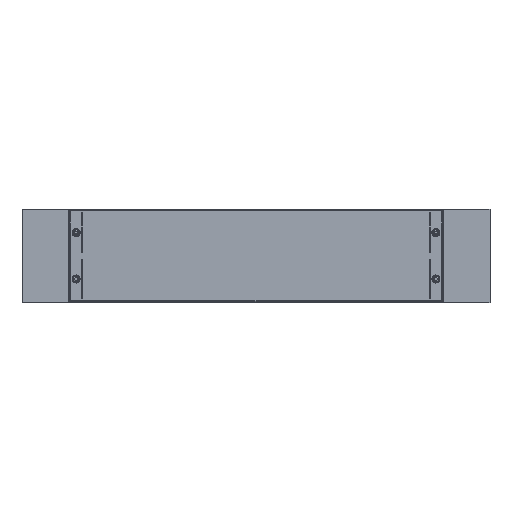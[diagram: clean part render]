
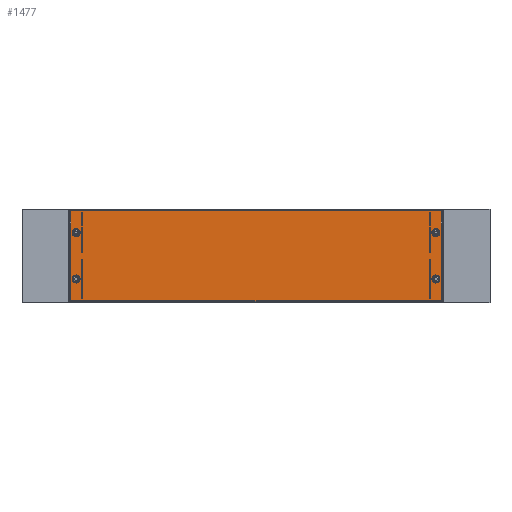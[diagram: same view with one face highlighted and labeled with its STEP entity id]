
A CAD part, top view. The second image highlights one B-rep face of the part: STEP entity #1477.
In plain terms, the highlighted planar face has unit normal (0, 0, 1).
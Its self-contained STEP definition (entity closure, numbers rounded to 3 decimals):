
#15 = ORIENTED_EDGE ( 'NONE', *, *, #842, .T. ) ;
#25 = DIRECTION ( 'NONE',  ( -1., 0., 0. ) ) ;
#61 = ORIENTED_EDGE ( 'NONE', *, *, #5409, .T. ) ;
#63 = EDGE_CURVE ( 'NONE', #366, #2016, #3279, .T. ) ;
#268 = VECTOR ( 'NONE', #776, 1000. ) ;
#366 = VERTEX_POINT ( 'NONE', #5933 ) ;
#415 = CARTESIAN_POINT ( 'NONE',  ( 384.5, -49.5, 0.75 ) ) ;
#440 = LINE ( 'NONE', #1335, #268 ) ;
#441 = AXIS2_PLACEMENT_3D ( 'NONE', #2864, #6653, #3406 ) ;
#642 = EDGE_CURVE ( 'NONE', #5279, #3988, #6318, .T. ) ;
#657 = CIRCLE ( 'NONE', #2313, 7.509 ) ;
#776 = DIRECTION ( 'NONE',  ( 0., 1., 0. ) ) ;
#842 = EDGE_CURVE ( 'NONE', #4055, #6561, #4126, .T. ) ;
#858 = EDGE_CURVE ( 'NONE', #2503, #5901, #5564, .T. ) ;
#900 = DIRECTION ( 'NONE',  ( 0., 0., -1. ) ) ;
#934 = CARTESIAN_POINT ( 'NONE',  ( -384.5, -49.5, 0.75 ) ) ;
#953 = DIRECTION ( 'NONE',  ( -1., 0., 0. ) ) ;
#974 = DIRECTION ( 'NONE',  ( 0., 0., -1. ) ) ;
#1335 = CARTESIAN_POINT ( 'NONE',  ( 396., 0., 0.75 ) ) ;
#1384 = CARTESIAN_POINT ( 'NONE',  ( 0., 96., 0.75 ) ) ;
#1466 = EDGE_CURVE ( 'NONE', #5303, #366, #440, .T. ) ;
#1477 = ADVANCED_FACE ( 'NONE', ( #4620, #5897, #3010, #4451, #1712 ), #2444, .F. ) ;
#1492 = DIRECTION ( 'NONE',  ( -1., 0., 0. ) ) ;
#1538 = CARTESIAN_POINT ( 'NONE',  ( -376.991, -49.5, 0.75 ) ) ;
#1712 = FACE_BOUND ( 'NONE', #5635, .T. ) ;
#1730 = CIRCLE ( 'NONE', #3627, 7.509 ) ;
#1756 = LINE ( 'NONE', #3903, #5945 ) ;
#1927 = EDGE_LOOP ( 'NONE', ( #6008, #2024 ) ) ;
#2016 = VERTEX_POINT ( 'NONE', #3427 ) ;
#2024 = ORIENTED_EDGE ( 'NONE', *, *, #3266, .T. ) ;
#2206 = CIRCLE ( 'NONE', #3183, 7.509 ) ;
#2270 = DIRECTION ( 'NONE',  ( 0., -1., 0. ) ) ;
#2313 = AXIS2_PLACEMENT_3D ( 'NONE', #6557, #3313, #25 ) ;
#2345 = VECTOR ( 'NONE', #3692, 1000. ) ;
#2393 = CARTESIAN_POINT ( 'NONE',  ( -384.5, -49.5, 0.75 ) ) ;
#2444 = PLANE ( 'NONE',  #5729 ) ;
#2495 = EDGE_LOOP ( 'NONE', ( #2624, #5508 ) ) ;
#2503 = VERTEX_POINT ( 'NONE', #2832 ) ;
#2624 = ORIENTED_EDGE ( 'NONE', *, *, #3092, .T. ) ;
#2832 = CARTESIAN_POINT ( 'NONE',  ( 392.009, -49.5, 0.75 ) ) ;
#2864 = CARTESIAN_POINT ( 'NONE',  ( -384.5, 49.5, 0.75 ) ) ;
#2945 = DIRECTION ( 'NONE',  ( -1., 0., 0. ) ) ;
#2968 = CARTESIAN_POINT ( 'NONE',  ( 384.5, 49.5, 0.75 ) ) ;
#2980 = CARTESIAN_POINT ( 'NONE',  ( -376.991, 49.5, 0.75 ) ) ;
#2988 = DIRECTION ( 'NONE',  ( 0., 0., -1. ) ) ;
#3010 = FACE_BOUND ( 'NONE', #6829, .T. ) ;
#3092 = EDGE_CURVE ( 'NONE', #5840, #6088, #2206, .T. ) ;
#3149 = CARTESIAN_POINT ( 'NONE',  ( 0., -96., 0.75 ) ) ;
#3183 = AXIS2_PLACEMENT_3D ( 'NONE', #4266, #974, #4791 ) ;
#3266 = EDGE_CURVE ( 'NONE', #5901, #2503, #657, .T. ) ;
#3279 = LINE ( 'NONE', #1384, #3456 ) ;
#3313 = DIRECTION ( 'NONE',  ( 0., 0., -1. ) ) ;
#3328 = ORIENTED_EDGE ( 'NONE', *, *, #4600, .T. ) ;
#3334 = EDGE_CURVE ( 'NONE', #2016, #4059, #1756, .T. ) ;
#3343 = AXIS2_PLACEMENT_3D ( 'NONE', #2968, #6746, #3507 ) ;
#3406 = DIRECTION ( 'NONE',  ( -1., 0., 0. ) ) ;
#3427 = CARTESIAN_POINT ( 'NONE',  ( -396., 96., 0.75 ) ) ;
#3456 = VECTOR ( 'NONE', #5226, 1000. ) ;
#3507 = DIRECTION ( 'NONE',  ( -1., 0., 0. ) ) ;
#3588 = CARTESIAN_POINT ( 'NONE',  ( -396., -96., 0.75 ) ) ;
#3590 = AXIS2_PLACEMENT_3D ( 'NONE', #934, #4758, #1492 ) ;
#3627 = AXIS2_PLACEMENT_3D ( 'NONE', #4184, #900, #4713 ) ;
#3692 = DIRECTION ( 'NONE',  ( 1., 0., 0. ) ) ;
#3903 = CARTESIAN_POINT ( 'NONE',  ( -396., 0., 0.75 ) ) ;
#3906 = EDGE_CURVE ( 'NONE', #6088, #5840, #7013, .T. ) ;
#3973 = ORIENTED_EDGE ( 'NONE', *, *, #3334, .T. ) ;
#3988 = VERTEX_POINT ( 'NONE', #4519 ) ;
#4055 = VERTEX_POINT ( 'NONE', #4594 ) ;
#4059 = VERTEX_POINT ( 'NONE', #3588 ) ;
#4126 = CIRCLE ( 'NONE', #3590, 7.509 ) ;
#4184 = CARTESIAN_POINT ( 'NONE',  ( 384.5, 49.5, 0.75 ) ) ;
#4257 = DIRECTION ( 'NONE',  ( 0., 0., -1. ) ) ;
#4266 = CARTESIAN_POINT ( 'NONE',  ( -384.5, 49.5, 0.75 ) ) ;
#4327 = AXIS2_PLACEMENT_3D ( 'NONE', #415, #4257, #953 ) ;
#4358 = CARTESIAN_POINT ( 'NONE',  ( -392.009, 49.5, 0.75 ) ) ;
#4451 = FACE_BOUND ( 'NONE', #1927, .T. ) ;
#4519 = CARTESIAN_POINT ( 'NONE',  ( 376.991, 49.5, 0.75 ) ) ;
#4594 = CARTESIAN_POINT ( 'NONE',  ( -392.009, -49.5, 0.75 ) ) ;
#4600 = EDGE_CURVE ( 'NONE', #6561, #4055, #4748, .T. ) ;
#4602 = CARTESIAN_POINT ( 'NONE',  ( 0., 0., 0.75 ) ) ;
#4620 = FACE_OUTER_BOUND ( 'NONE', #6297, .T. ) ;
#4713 = DIRECTION ( 'NONE',  ( -1., 0., 0. ) ) ;
#4748 = CIRCLE ( 'NONE', #6369, 7.509 ) ;
#4758 = DIRECTION ( 'NONE',  ( 0., 0., -1. ) ) ;
#4791 = DIRECTION ( 'NONE',  ( -1., 0., 0. ) ) ;
#5226 = DIRECTION ( 'NONE',  ( -1., 0., 0. ) ) ;
#5261 = LINE ( 'NONE', #3149, #2345 ) ;
#5279 = VERTEX_POINT ( 'NONE', #5742 ) ;
#5303 = VERTEX_POINT ( 'NONE', #6838 ) ;
#5331 = EDGE_CURVE ( 'NONE', #3988, #5279, #1730, .T. ) ;
#5409 = EDGE_CURVE ( 'NONE', #4059, #5303, #5261, .T. ) ;
#5508 = ORIENTED_EDGE ( 'NONE', *, *, #3906, .T. ) ;
#5522 = ORIENTED_EDGE ( 'NONE', *, *, #63, .T. ) ;
#5564 = CIRCLE ( 'NONE', #4327, 7.509 ) ;
#5569 = ORIENTED_EDGE ( 'NONE', *, *, #642, .T. ) ;
#5635 = EDGE_LOOP ( 'NONE', ( #5569, #6269 ) ) ;
#5729 = AXIS2_PLACEMENT_3D ( 'NONE', #4602, #2988, #6784 ) ;
#5742 = CARTESIAN_POINT ( 'NONE',  ( 392.009, 49.5, 0.75 ) ) ;
#5840 = VERTEX_POINT ( 'NONE', #2980 ) ;
#5897 = FACE_BOUND ( 'NONE', #2495, .T. ) ;
#5901 = VERTEX_POINT ( 'NONE', #6303 ) ;
#5933 = CARTESIAN_POINT ( 'NONE',  ( 396., 96., 0.75 ) ) ;
#5945 = VECTOR ( 'NONE', #2270, 1000. ) ;
#6008 = ORIENTED_EDGE ( 'NONE', *, *, #858, .T. ) ;
#6088 = VERTEX_POINT ( 'NONE', #4358 ) ;
#6117 = ORIENTED_EDGE ( 'NONE', *, *, #1466, .T. ) ;
#6193 = DIRECTION ( 'NONE',  ( 0., 0., -1. ) ) ;
#6269 = ORIENTED_EDGE ( 'NONE', *, *, #5331, .T. ) ;
#6297 = EDGE_LOOP ( 'NONE', ( #5522, #3973, #61, #6117 ) ) ;
#6303 = CARTESIAN_POINT ( 'NONE',  ( 376.991, -49.5, 0.75 ) ) ;
#6318 = CIRCLE ( 'NONE', #3343, 7.509 ) ;
#6369 = AXIS2_PLACEMENT_3D ( 'NONE', #2393, #6193, #2945 ) ;
#6557 = CARTESIAN_POINT ( 'NONE',  ( 384.5, -49.5, 0.75 ) ) ;
#6561 = VERTEX_POINT ( 'NONE', #1538 ) ;
#6653 = DIRECTION ( 'NONE',  ( 0., 0., -1. ) ) ;
#6746 = DIRECTION ( 'NONE',  ( 0., 0., -1. ) ) ;
#6784 = DIRECTION ( 'NONE',  ( -1., 0., 0. ) ) ;
#6829 = EDGE_LOOP ( 'NONE', ( #3328, #15 ) ) ;
#6838 = CARTESIAN_POINT ( 'NONE',  ( 396., -96., 0.75 ) ) ;
#7013 = CIRCLE ( 'NONE', #441, 7.509 ) ;
